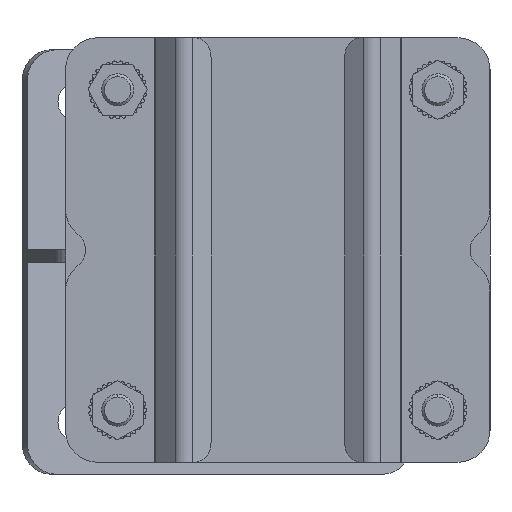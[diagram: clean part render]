
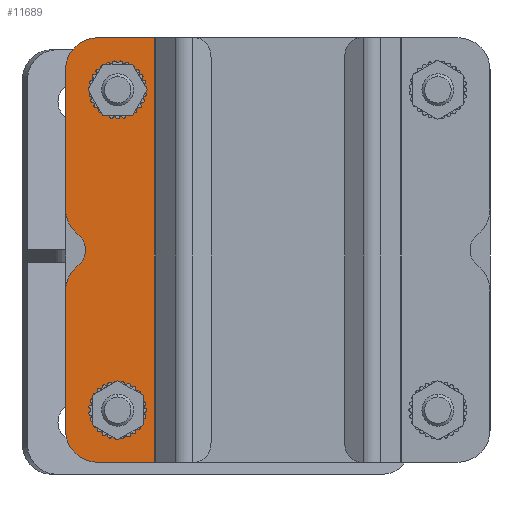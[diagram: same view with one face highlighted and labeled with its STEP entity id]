
A CAD part, front view. The second image highlights one B-rep face of the part: STEP entity #11689.
In plain terms, the highlighted planar face has unit normal (0, -1, 0).
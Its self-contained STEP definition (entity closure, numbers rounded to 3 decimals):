
#103 = ORIENTED_EDGE ( 'NONE', *, *, #16958, .F. ) ;
#190 = CARTESIAN_POINT ( 'NONE',  ( 40., 0., 8.5 ) ) ;
#199 = VECTOR ( 'NONE', #7355, 1000. ) ;
#357 = ORIENTED_EDGE ( 'NONE', *, *, #7032, .F. ) ;
#1286 = VERTEX_POINT ( 'NONE', #16831 ) ;
#1361 = ORIENTED_EDGE ( 'NONE', *, *, #5278, .F. ) ;
#1387 = ORIENTED_EDGE ( 'NONE', *, *, #14844, .T. ) ;
#1549 = DIRECTION ( 'NONE',  ( 0., 0., 1. ) ) ;
#1628 = PLANE ( 'NONE',  #12492 ) ;
#1923 = DIRECTION ( 'NONE',  ( 0., 0., -1. ) ) ;
#2034 = CARTESIAN_POINT ( 'NONE',  ( -10.247, 0., 8. ) ) ;
#2142 = ORIENTED_EDGE ( 'NONE', *, *, #4468, .T. ) ;
#2186 = CARTESIAN_POINT ( 'NONE',  ( 53., 0., 8. ) ) ;
#2287 = DIRECTION ( 'NONE',  ( 0., 0., 1. ) ) ;
#2552 = FACE_BOUND ( 'NONE', #7475, .T. ) ;
#2567 = ORIENTED_EDGE ( 'NONE', *, *, #18784, .F. ) ;
#2667 = VERTEX_POINT ( 'NONE', #20212 ) ;
#2788 = CIRCLE ( 'NONE', #18959, 8. ) ;
#3279 = CARTESIAN_POINT ( 'NONE',  ( -3.941, 0., 3.077 ) ) ;
#3563 = ORIENTED_EDGE ( 'NONE', *, *, #6347, .T. ) ;
#3611 = DIRECTION ( 'NONE',  ( -1., 0., 0. ) ) ;
#3844 = DIRECTION ( 'NONE',  ( 0., 0., -1. ) ) ;
#3904 = AXIS2_PLACEMENT_3D ( 'NONE', #11691, #18228, #1549 ) ;
#3919 = LINE ( 'NONE', #14763, #16165 ) ;
#4369 = VECTOR ( 'NONE', #3611, 1000. ) ;
#4468 = EDGE_CURVE ( 'NONE', #5066, #19489, #18991, .T. ) ;
#4904 = VERTEX_POINT ( 'NONE', #16085 ) ;
#4915 = EDGE_CURVE ( 'NONE', #11272, #10732, #11163, .T. ) ;
#5043 = CARTESIAN_POINT ( 'NONE',  ( -45., 0., 8. ) ) ;
#5066 = VERTEX_POINT ( 'NONE', #21481 ) ;
#5278 = EDGE_CURVE ( 'NONE', #14062, #15011, #8276, .T. ) ;
#5517 = ORIENTED_EDGE ( 'NONE', *, *, #7340, .F. ) ;
#5664 = EDGE_CURVE ( 'NONE', #9291, #14062, #2788, .T. ) ;
#6032 = DIRECTION ( 'NONE',  ( 0., 1., 0. ) ) ;
#6048 = EDGE_LOOP ( 'NONE', ( #3563, #8068 ) ) ;
#6347 = EDGE_CURVE ( 'NONE', #10732, #11272, #15529, .T. ) ;
#6488 = FACE_BOUND ( 'NONE', #6048, .T. ) ;
#6560 = ORIENTED_EDGE ( 'NONE', *, *, #5664, .F. ) ;
#6955 = DIRECTION ( 'NONE',  ( 0., -1., 0. ) ) ;
#7032 = EDGE_CURVE ( 'NONE', #17557, #2667, #18687, .T. ) ;
#7195 = CARTESIAN_POINT ( 'NONE',  ( 53., 0., 22.196 ) ) ;
#7283 = FACE_OUTER_BOUND ( 'NONE', #12390, .T. ) ;
#7291 = VERTEX_POINT ( 'NONE', #3279 ) ;
#7340 = EDGE_CURVE ( 'NONE', #4904, #7291, #8263, .T. ) ;
#7355 = DIRECTION ( 'NONE',  ( -1., 0., 0. ) ) ;
#7475 = EDGE_LOOP ( 'NONE', ( #1387, #2142 ) ) ;
#7536 = CARTESIAN_POINT ( 'NONE',  ( 10.247, 0., 8. ) ) ;
#8068 = ORIENTED_EDGE ( 'NONE', *, *, #4915, .T. ) ;
#8261 = CARTESIAN_POINT ( 'NONE',  ( 53., 0., 22.196 ) ) ;
#8263 = CIRCLE ( 'NONE', #19413, 5. ) ;
#8276 = LINE ( 'NONE', #18848, #199 ) ;
#8476 = DIRECTION ( 'NONE',  ( 0., -1., 0. ) ) ;
#8891 = EDGE_CURVE ( 'NONE', #15011, #4904, #15998, .T. ) ;
#8958 = AXIS2_PLACEMENT_3D ( 'NONE', #5043, #16673, #3844 ) ;
#9010 = ORIENTED_EDGE ( 'NONE', *, *, #18372, .T. ) ;
#9291 = VERTEX_POINT ( 'NONE', #2186 ) ;
#9432 = DIRECTION ( 'NONE',  ( 0., 0., -1. ) ) ;
#9626 = VECTOR ( 'NONE', #16229, 1000. ) ;
#9924 = CARTESIAN_POINT ( 'NONE',  ( 0., 0., 0. ) ) ;
#10002 = DIRECTION ( 'NONE',  ( 0., 1., 0. ) ) ;
#10013 = CARTESIAN_POINT ( 'NONE',  ( 45., 0., 8. ) ) ;
#10129 = DIRECTION ( 'NONE',  ( 0., 0., -1. ) ) ;
#10706 = CARTESIAN_POINT ( 'NONE',  ( 45., 0., 0. ) ) ;
#10732 = VERTEX_POINT ( 'NONE', #20244 ) ;
#11048 = AXIS2_PLACEMENT_3D ( 'NONE', #2034, #10002, #1923 ) ;
#11124 = CARTESIAN_POINT ( 'NONE',  ( 40., 0., 13. ) ) ;
#11141 = EDGE_CURVE ( 'NONE', #9291, #19921, #15332, .T. ) ;
#11163 = CIRCLE ( 'NONE', #14645, 4.5 ) ;
#11272 = VERTEX_POINT ( 'NONE', #190 ) ;
#11419 = CARTESIAN_POINT ( 'NONE',  ( 53., 0., 0. ) ) ;
#11507 = ORIENTED_EDGE ( 'NONE', *, *, #8891, .F. ) ;
#11614 = DIRECTION ( 'NONE',  ( 0., 0., -1. ) ) ;
#11689 = ADVANCED_FACE ( 'NONE', ( #6488, #2552, #7283 ), #1628, .T. ) ;
#11691 = CARTESIAN_POINT ( 'NONE',  ( -40., 0., 13. ) ) ;
#12205 = CARTESIAN_POINT ( 'NONE',  ( -40., 0., 13. ) ) ;
#12390 = EDGE_LOOP ( 'NONE', ( #1361, #6560, #17967, #9010, #2567, #357, #19441, #103, #5517, #11507 ) ) ;
#12492 = AXIS2_PLACEMENT_3D ( 'NONE', #15238, #6955, #11614 ) ;
#12854 = EDGE_CURVE ( 'NONE', #1286, #17557, #18438, .T. ) ;
#14054 = AXIS2_PLACEMENT_3D ( 'NONE', #12205, #15466, #2287 ) ;
#14062 = VERTEX_POINT ( 'NONE', #10706 ) ;
#14259 = CARTESIAN_POINT ( 'NONE',  ( 40., 0., 13. ) ) ;
#14645 = AXIS2_PLACEMENT_3D ( 'NONE', #14259, #15944, #20771 ) ;
#14763 = CARTESIAN_POINT ( 'NONE',  ( -53., 0., 0. ) ) ;
#14844 = EDGE_CURVE ( 'NONE', #19489, #5066, #18909, .T. ) ;
#15011 = VERTEX_POINT ( 'NONE', #17454 ) ;
#15021 = DIRECTION ( 'NONE',  ( 0., 1., 0. ) ) ;
#15238 = CARTESIAN_POINT ( 'NONE',  ( 53., 0., 0. ) ) ;
#15261 = CARTESIAN_POINT ( 'NONE',  ( 53., 0., 0. ) ) ;
#15332 = LINE ( 'NONE', #11419, #9626 ) ;
#15466 = DIRECTION ( 'NONE',  ( 0., 1., 0. ) ) ;
#15473 = CARTESIAN_POINT ( 'NONE',  ( -40., 0., 17.5 ) ) ;
#15529 = CIRCLE ( 'NONE', #18430, 4.5 ) ;
#15581 = CARTESIAN_POINT ( 'NONE',  ( -45., 0., 0. ) ) ;
#15944 = DIRECTION ( 'NONE',  ( 0., 1., 0. ) ) ;
#15998 = CIRCLE ( 'NONE', #18589, 8. ) ;
#16043 = DIRECTION ( 'NONE',  ( 0., 1., 0. ) ) ;
#16085 = CARTESIAN_POINT ( 'NONE',  ( 3.941, 0., 3.077 ) ) ;
#16165 = VECTOR ( 'NONE', #19662, 1000. ) ;
#16229 = DIRECTION ( 'NONE',  ( 0., 0., 1. ) ) ;
#16673 = DIRECTION ( 'NONE',  ( 0., 1., 0. ) ) ;
#16712 = DIRECTION ( 'NONE',  ( 0., 0., -1. ) ) ;
#16831 = CARTESIAN_POINT ( 'NONE',  ( -10.247, 0., 0. ) ) ;
#16958 = EDGE_CURVE ( 'NONE', #7291, #1286, #18062, .T. ) ;
#16963 = VECTOR ( 'NONE', #20033, 1000. ) ;
#17454 = CARTESIAN_POINT ( 'NONE',  ( 10.247, 0., 0. ) ) ;
#17557 = VERTEX_POINT ( 'NONE', #15581 ) ;
#17959 = DIRECTION ( 'NONE',  ( 0., 0., 1. ) ) ;
#17967 = ORIENTED_EDGE ( 'NONE', *, *, #11141, .T. ) ;
#18062 = CIRCLE ( 'NONE', #11048, 8. ) ;
#18228 = DIRECTION ( 'NONE',  ( 0., 1., 0. ) ) ;
#18372 = EDGE_CURVE ( 'NONE', #19921, #19593, #21394, .T. ) ;
#18430 = AXIS2_PLACEMENT_3D ( 'NONE', #11124, #6032, #17959 ) ;
#18438 = LINE ( 'NONE', #15261, #4369 ) ;
#18589 = AXIS2_PLACEMENT_3D ( 'NONE', #7536, #16043, #9432 ) ;
#18687 = CIRCLE ( 'NONE', #8958, 8. ) ;
#18784 = EDGE_CURVE ( 'NONE', #2667, #19593, #3919, .T. ) ;
#18848 = CARTESIAN_POINT ( 'NONE',  ( 53., 0., 0. ) ) ;
#18909 = CIRCLE ( 'NONE', #14054, 4.5 ) ;
#18959 = AXIS2_PLACEMENT_3D ( 'NONE', #10013, #15021, #16712 ) ;
#18991 = CIRCLE ( 'NONE', #3904, 4.5 ) ;
#19413 = AXIS2_PLACEMENT_3D ( 'NONE', #9924, #8476, #10129 ) ;
#19441 = ORIENTED_EDGE ( 'NONE', *, *, #12854, .F. ) ;
#19489 = VERTEX_POINT ( 'NONE', #15473 ) ;
#19593 = VERTEX_POINT ( 'NONE', #21103 ) ;
#19662 = DIRECTION ( 'NONE',  ( 0., 0., 1. ) ) ;
#19921 = VERTEX_POINT ( 'NONE', #7195 ) ;
#20033 = DIRECTION ( 'NONE',  ( -1., 0., 0. ) ) ;
#20212 = CARTESIAN_POINT ( 'NONE',  ( -53., 0., 8. ) ) ;
#20244 = CARTESIAN_POINT ( 'NONE',  ( 40., 0., 17.5 ) ) ;
#20771 = DIRECTION ( 'NONE',  ( 0., 0., 1. ) ) ;
#21103 = CARTESIAN_POINT ( 'NONE',  ( -53., 0., 22.196 ) ) ;
#21394 = LINE ( 'NONE', #8261, #16963 ) ;
#21481 = CARTESIAN_POINT ( 'NONE',  ( -40., 0., 8.5 ) ) ;
